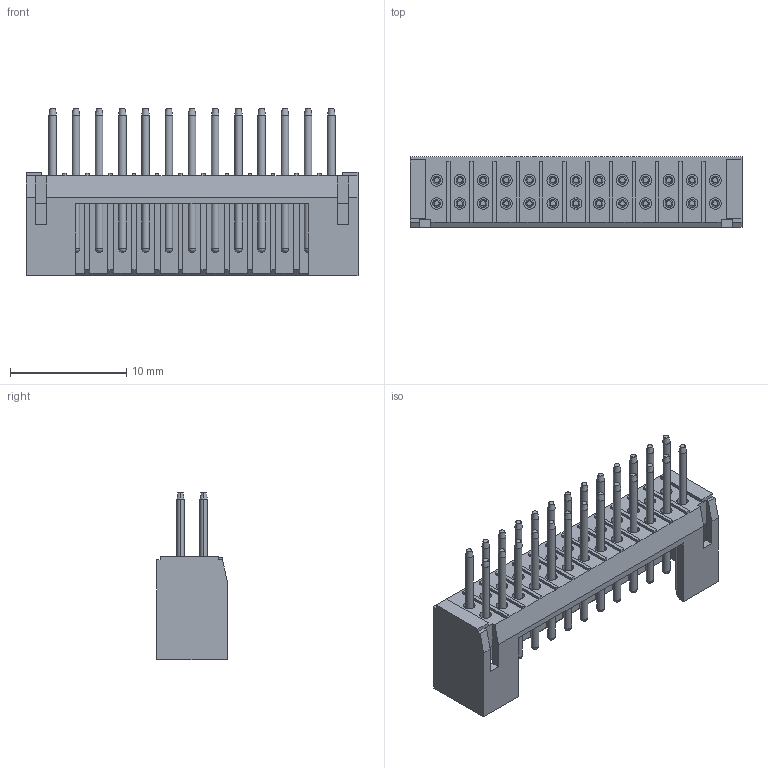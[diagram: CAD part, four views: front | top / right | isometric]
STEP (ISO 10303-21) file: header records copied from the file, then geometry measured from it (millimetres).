
FILE_DESCRIPTION (( 'STEP AP214' ), '1' );
FILE_NAME ('F3JL24-S26SD000-01-REF .STEP', '2026-04-21T07:27:51', ( '' ), ( '' ), 'SwSTEP 2.0', 'SolidWorks 2021', '' );
FILE_SCHEMA (( 'AUTOMOTIVE_DESIGN' ));
Length unit declared in the file: millimetre
Products named in the file (1): F3JL24-S26SD000-01-REF 
Bounding box: 28.6 x 6.1 x 14.4 mm (x, y, z)
Volume: 698.5 mm3; surface area: 1781.6 mm2
Topology: 1 solids, 1 shells, 474 faces, 1188 edges, 738 vertices
Faces by surface type: plane 214, cylinder 156, sphere 52, cone 52
Entity records: 13366 total; most frequent: DIRECTION 2450, CARTESIAN_POINT 2245, ORIENTED_EDGE 2168, EDGE_CURVE 1084, AXIS2_PLACEMENT_3D 891, VERTEX_POINT 686, VECTOR 668, LINE 668
